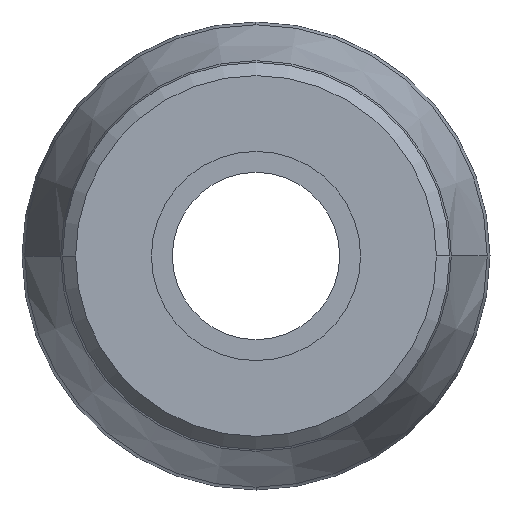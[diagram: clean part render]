
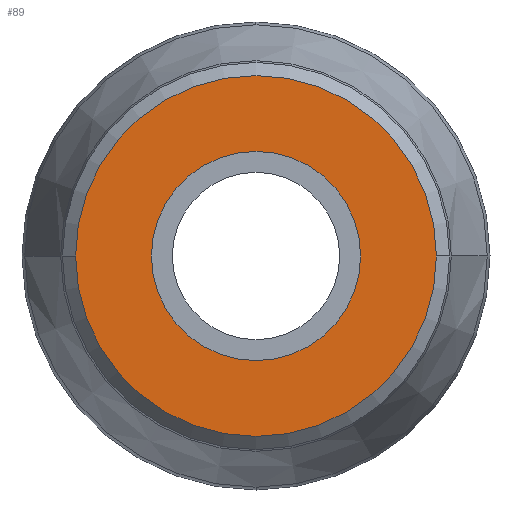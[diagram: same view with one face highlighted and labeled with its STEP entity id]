
A CAD part, left-side view. The second image highlights one B-rep face of the part: STEP entity #89.
In plain terms, the highlighted planar face has unit normal (-1, 0, 0).
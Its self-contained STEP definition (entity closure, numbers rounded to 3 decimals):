
#89=ADVANCED_FACE('',(#198,#199),#200,.T.);
#198=FACE_BOUND('',#326,.T.);
#199=FACE_OUTER_BOUND('',#327,.T.);
#200=PLANE('',#328);
#326=EDGE_LOOP('',(#692,#693));
#327=EDGE_LOOP('',(#694,#695));
#328=AXIS2_PLACEMENT_3D('',#696,#697,#698);
#692=ORIENTED_EDGE('',*,*,#942,.T.);
#693=ORIENTED_EDGE('',*,*,#932,.T.);
#694=ORIENTED_EDGE('',*,*,#895,.F.);
#695=ORIENTED_EDGE('',*,*,#953,.F.);
#696=CARTESIAN_POINT('',(-29.972,2.055,0.0));
#697=DIRECTION('',(-1.0,0.,0.0));
#698=DIRECTION('',(0.,-1.0,-0.0));
#895=EDGE_CURVE('',#1091,#1093,#1094,.T.);
#932=EDGE_CURVE('',#1154,#1158,#1160,.T.);
#942=EDGE_CURVE('',#1158,#1154,#1174,.T.);
#953=EDGE_CURVE('',#1093,#1091,#1185,.T.);
#1091=VERTEX_POINT('',#1341);
#1093=VERTEX_POINT('',#1344);
#1094=CIRCLE('',#1345,4.109);
#1154=VERTEX_POINT('',#1422);
#1158=VERTEX_POINT('',#1427);
#1160=CIRCLE('',#1430,2.382);
#1174=CIRCLE('',#1446,2.382);
#1185=CIRCLE('',#1457,4.109);
#1341=CARTESIAN_POINT('',(-29.972,4.109,0.0));
#1344=CARTESIAN_POINT('',(-29.972,-4.109,0.));
#1345=AXIS2_PLACEMENT_3D('',#1639,#1640,#1641);
#1422=CARTESIAN_POINT('',(-29.972,0.,-2.382));
#1427=CARTESIAN_POINT('',(-29.972,0.,2.382));
#1430=AXIS2_PLACEMENT_3D('',#1712,#1713,#1714);
#1446=AXIS2_PLACEMENT_3D('',#1738,#1739,#1740);
#1457=AXIS2_PLACEMENT_3D('',#1771,#1772,#1773);
#1639=CARTESIAN_POINT('',(-29.972,0.0,0.0));
#1640=DIRECTION('',(1.0,0.0,0.0));
#1641=DIRECTION('',(0.0,1.0,0.0));
#1712=CARTESIAN_POINT('',(-29.972,0.0,0.0));
#1713=DIRECTION('',(1.0,0.,0.0));
#1714=DIRECTION('',(0.0,0.0,-1.0));
#1738=CARTESIAN_POINT('',(-29.972,0.0,0.0));
#1739=DIRECTION('',(1.0,0.,0.0));
#1740=DIRECTION('',(0.0,0.0,-1.0));
#1771=CARTESIAN_POINT('',(-29.972,0.0,0.0));
#1772=DIRECTION('',(1.0,0.0,0.0));
#1773=DIRECTION('',(0.0,1.0,0.0));
